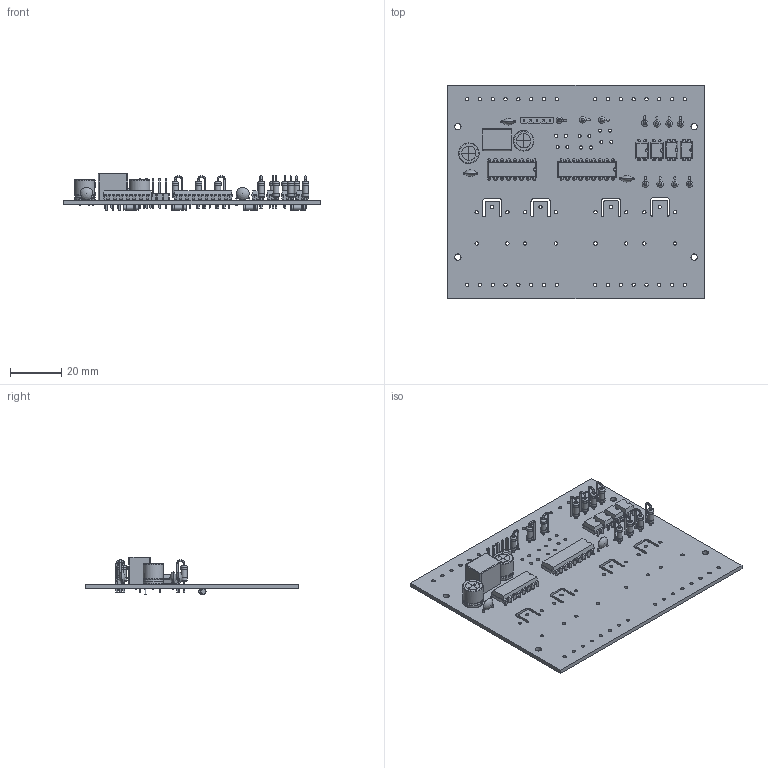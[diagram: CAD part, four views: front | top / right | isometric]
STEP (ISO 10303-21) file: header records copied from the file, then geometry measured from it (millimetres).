
FILE_DESCRIPTION(('KiCad electronic assembly'),'2;1');
FILE_NAME('esp32_blinds_controller.step','2024-08-19T21:02:45',('Pcbnew' ),('Kicad'),'Open CASCADE STEP processor 7.7', 'KiCad to STEP converter','Unknown');
FILE_SCHEMA(('AUTOMOTIVE_DESIGN { 1 0 10303 214 1 1 1 1 }'));
Length unit declared in the file: millimetre
Products named in the file (20): esp32_blinds_controller 1; CP_Radial_D8.0mm_P3.50mm; CP_Radial_D80mm_P350mm; PinHeader_1x05_P2.54mm_Vertical; PinHeader_1x05_P254mm_Vertical; DIP-4_W7.62mm; R_Axial_DIN0207_L6.3mm_D2.5mm_P2.54mm_Vertical; R_Axial_DIN0207_L63mm_D25mm_P254mm_Vertical; DIP-16_W7.62mm; DIP-18_W7.62mm; C_Disc_D5.0mm_W2.5mm_P5.00mm; C_Disc_D50mm_W25mm_P500mm; Converter_DCDC_RECOM_R-78E-0.5_THT; Converter_DCDC_RECOM_R_78E_05_THT; D_MELF; D_MELF_Standard; _autosave-esp32_blinds_controller_PCB
Assembly tree (38 placements, depth 3):
  esp32_blinds_controller 1
    CP_Radial_D8.0mm_P3.50mm  x2
      CP_Radial_D80mm_P350mm
    PinHeader_1x05_P2.54mm_Vertical
      PinHeader_1x05_P254mm_Vertical
    DIP-4_W7.62mm  x4
      DIP-4_W7.62mm
    R_Axial_DIN0207_L6.3mm_D2.5mm_P2.54mm_Vertical  x11
      R_Axial_DIN0207_L63mm_D25mm_P254mm_Vertical
    DIP-16_W7.62mm
      DIP-16_W7.62mm
    DIP-18_W7.62mm
      DIP-18_W7.62mm
    C_Disc_D5.0mm_W2.5mm_P5.00mm  x3
      C_Disc_D50mm_W25mm_P500mm
    Converter_DCDC_RECOM_R-78E-0.5_THT
      Converter_DCDC_RECOM_R_78E_05_THT
    D_MELF  x4
      D_MELF_Standard
    _autosave-esp32_blinds_controller_PCB
Bounding box: 100 x 83.25 x 14.5 mm (x, y, z)
Volume: 16619.5 mm3; surface area: 22777.6 mm2
Topology: 29 solids, 31 shells, 1662 faces, 4167 edges, 2640 vertices
Faces by surface type: plane 999, cylinder 438, bspline 138, torus 55, revolution 26, sphere 6
Full cylindrical faces by diameter (mm): 0.5 x19, 0.6 x44, 0.8 x82, 1 x8, 1.2 x12, 1.3 x52, 2.1 x8, 2.12 x4, 2.2 x8, 2.25 x11, 2.5 x26
Entity records: 44466 total; most frequent: CARTESIAN_POINT 8448, ORIENTED_EDGE 6060, DIRECTION 5782, EDGE_CURVE 3030, LINE 2276, VECTOR 2276, VERTEX_POINT 1937, AXIS2_PLACEMENT_3D 1748
